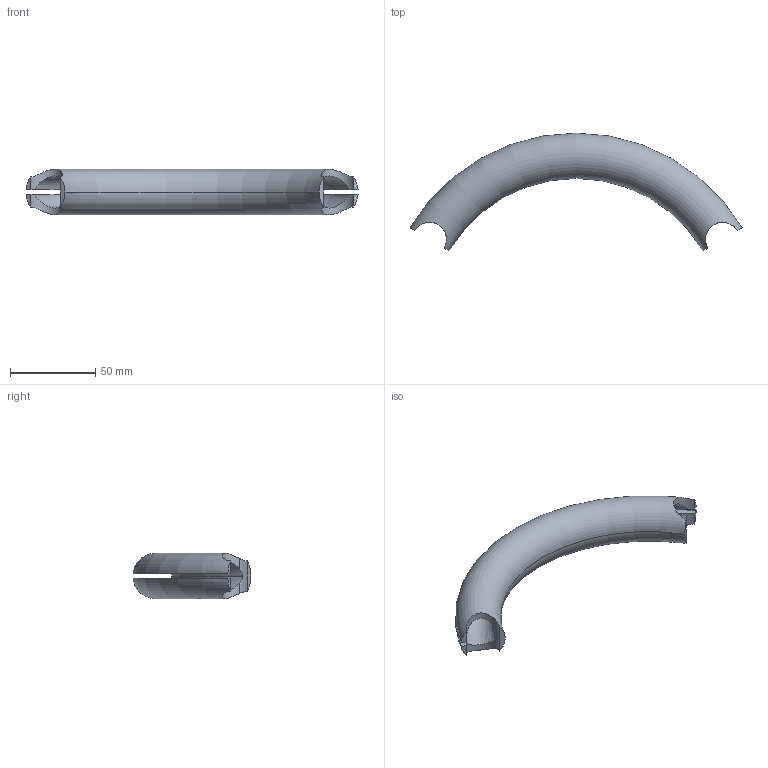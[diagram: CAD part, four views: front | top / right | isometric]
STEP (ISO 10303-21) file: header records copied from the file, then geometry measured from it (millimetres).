
FILE_DESCRIPTION (( 'STEP AP203' ), '1' );
FILE_NAME ('SM.STEP', '2015-11-26T18:15:11', ( '' ), ( '' ), 'SwSTEP 2.0', 'SolidWorks 2015', '' );
FILE_SCHEMA (( 'CONFIG_CONTROL_DESIGN' ));
Length unit declared in the file: millimetre
Products named in the file (1): SM
Bounding box: 194.96 x 69.13 x 26.67 mm (x, y, z)
Volume: 52552.8 mm3; surface area: 29504.9 mm2
Topology: 1 solids, 1 shells, 16 faces, 42 edges, 28 vertices
Faces by surface type: plane 8, torus 4, cylinder 4
Entity records: 983 total; most frequent: CARTESIAN_POINT 513, ORIENTED_EDGE 84, DIRECTION 82, EDGE_CURVE 42, AXIS2_PLACEMENT_3D 35, VERTEX_POINT 28, CIRCLE 18, FACE_OUTER_BOUND 16
